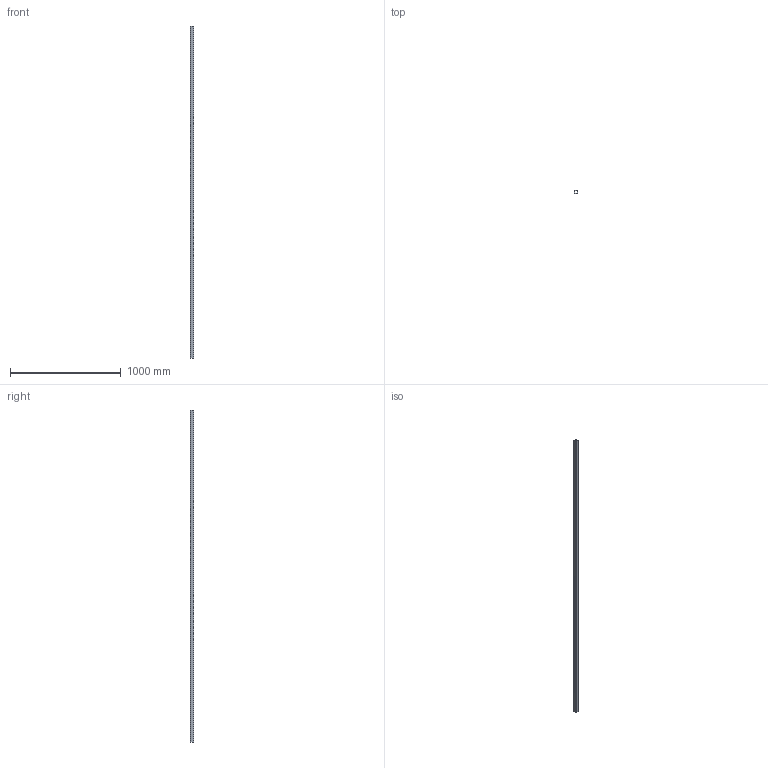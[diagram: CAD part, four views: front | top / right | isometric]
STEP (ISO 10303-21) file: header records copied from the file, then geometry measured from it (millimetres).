
FILE_DESCRIPTION (( 'STEP AP203' ), '1' );
FILE_NAME ('55399-2403M.step', '2024-04-29T09:30:24', ( '' ), ( '' ), 'SwSTEP 2.0', 'SolidWorks 2018', '' );
FILE_SCHEMA (( 'CONFIG_CONTROL_DESIGN' ));
Length unit declared in the file: millimetre
Products named in the file (1): 55399-2403M
Bounding box: 30 x 30 x 3000 mm (x, y, z)
Volume: 651397.2 mm3; surface area: 651846.4 mm2
Topology: 1 solids, 1 shells, 326 faces, 891 edges, 594 vertices
Faces by surface type: plane 173, bspline 145, cylinder 8
Entity records: 17298 total; most frequent: CARTESIAN_POINT 9933, ORIENTED_EDGE 1782, DIRECTION 981, EDGE_CURVE 891, VERTEX_POINT 594, LINE 585, VECTOR 585, EDGE_LOOP 355
